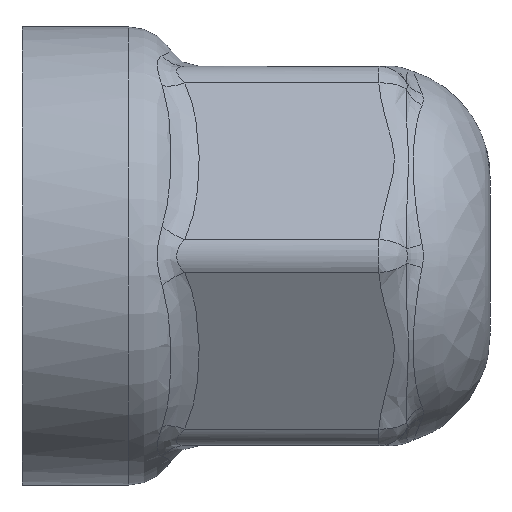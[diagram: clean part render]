
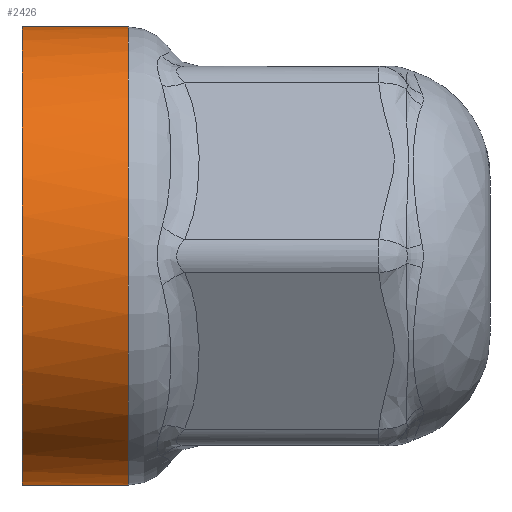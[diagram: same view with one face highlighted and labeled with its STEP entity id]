
A CAD part, front view. The second image highlights one B-rep face of the part: STEP entity #2426.
In plain terms, the highlighted cylindrical face has radius 17.3 mm (diameter 34.6 mm), a full revolution.
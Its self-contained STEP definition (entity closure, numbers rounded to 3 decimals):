
#46=CYLINDRICAL_SURFACE('',#2589,17.3);
#137=CIRCLE('',#2587,17.3);
#138=CIRCLE('',#2590,17.3);
#147=FACE_BOUND('',#502,.T.);
#338=FACE_OUTER_BOUND('',#501,.T.);
#501=EDGE_LOOP('',(#2168));
#502=EDGE_LOOP('',(#2169));
#1081=VERTEX_POINT('',#7571);
#1082=VERTEX_POINT('',#7575);
#1444=EDGE_CURVE('',#1081,#1081,#137,.T.);
#1445=EDGE_CURVE('',#1082,#1082,#138,.T.);
#2168=ORIENTED_EDGE('',*,*,#1444,.T.);
#2169=ORIENTED_EDGE('',*,*,#1445,.F.);
#2426=ADVANCED_FACE('',(#338,#147),#46,.T.);
#2587=AXIS2_PLACEMENT_3D('',#7572,#2997,#2998);
#2589=AXIS2_PLACEMENT_3D('',#7574,#3001,#3002);
#2590=AXIS2_PLACEMENT_3D('',#7576,#3003,#3004);
#2997=DIRECTION('center_axis',(-1.,0.,0.));
#2998=DIRECTION('ref_axis',(0.,-1.,0.));
#3001=DIRECTION('center_axis',(1.,0.,0.));
#3002=DIRECTION('ref_axis',(0.,-1.,0.));
#3003=DIRECTION('center_axis',(-1.,0.,0.));
#3004=DIRECTION('ref_axis',(0.,-1.,0.));
#7571=CARTESIAN_POINT('',(8.,17.3,0.));
#7572=CARTESIAN_POINT('Origin',(8.,0.,0.));
#7574=CARTESIAN_POINT('Origin',(0.,0.,0.));
#7575=CARTESIAN_POINT('',(0.,17.3,0.));
#7576=CARTESIAN_POINT('Origin',(0.,0.,0.));
